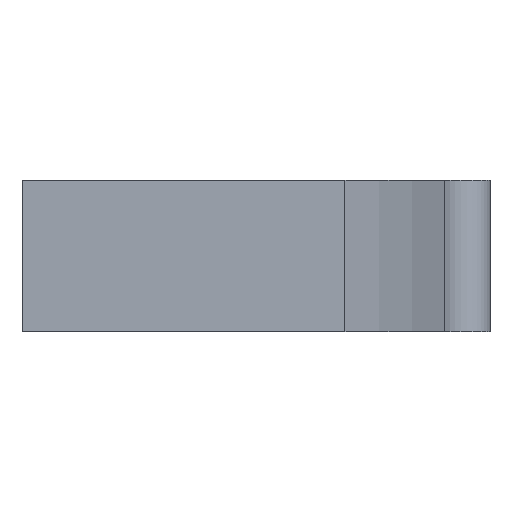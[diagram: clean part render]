
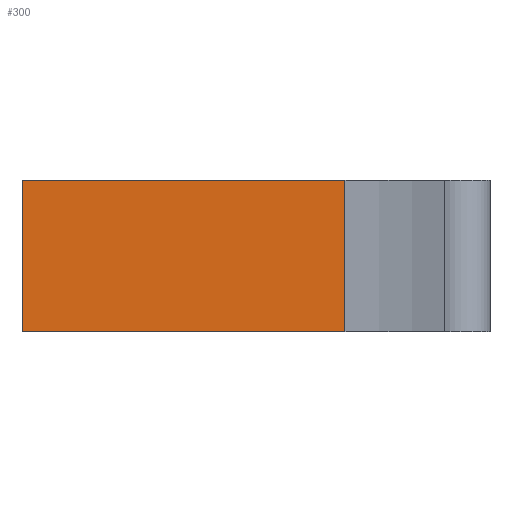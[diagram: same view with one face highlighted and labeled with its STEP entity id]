
A CAD part, left-side view. The second image highlights one B-rep face of the part: STEP entity #300.
In plain terms, the highlighted planar face has unit normal (-1, 0, 0).
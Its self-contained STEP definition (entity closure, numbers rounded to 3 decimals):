
#22=PLANE('',#347);
#34=FACE_OUTER_BOUND('',#50,.T.);
#50=EDGE_LOOP('',(#229,#230,#231,#232));
#79=LINE('',#510,#105);
#80=LINE('',#513,#106);
#81=LINE('',#515,#107);
#82=LINE('',#516,#108);
#105=VECTOR('',#412,14.);
#106=VECTOR('',#415,10.);
#107=VECTOR('',#416,10.);
#108=VECTOR('',#417,10.);
#150=VERTEX_POINT('',#504);
#152=VERTEX_POINT('',#508);
#153=VERTEX_POINT('',#512);
#154=VERTEX_POINT('',#514);
#183=EDGE_CURVE('',#152,#150,#79,.T.);
#184=EDGE_CURVE('',#153,#152,#80,.T.);
#185=EDGE_CURVE('',#154,#153,#81,.T.);
#186=EDGE_CURVE('',#154,#150,#82,.T.);
#229=ORIENTED_EDGE('',*,*,#183,.F.);
#230=ORIENTED_EDGE('',*,*,#184,.F.);
#231=ORIENTED_EDGE('',*,*,#185,.F.);
#232=ORIENTED_EDGE('',*,*,#186,.T.);
#300=ADVANCED_FACE('',(#34),#22,.T.);
#347=AXIS2_PLACEMENT_3D('',#511,#413,#414);
#412=DIRECTION('',(0.,0.,-1.));
#413=DIRECTION('center_axis',(-1.,0.,0.));
#414=DIRECTION('ref_axis',(0.,-1.,0.));
#415=DIRECTION('',(0.,-1.,0.));
#416=DIRECTION('',(0.,0.,1.));
#417=DIRECTION('',(0.,-1.,0.));
#504=CARTESIAN_POINT('',(-17.6,4.158,0.));
#508=CARTESIAN_POINT('',(-17.6,4.158,8.));
#510=CARTESIAN_POINT('',(-17.6,4.158,0.));
#511=CARTESIAN_POINT('Origin',(-17.6,21.2,0.));
#512=CARTESIAN_POINT('',(-17.6,21.2,8.));
#513=CARTESIAN_POINT('',(-17.6,21.2,8.));
#514=CARTESIAN_POINT('',(-17.6,21.2,0.));
#515=CARTESIAN_POINT('',(-17.6,21.2,0.));
#516=CARTESIAN_POINT('',(-17.6,21.2,0.));
